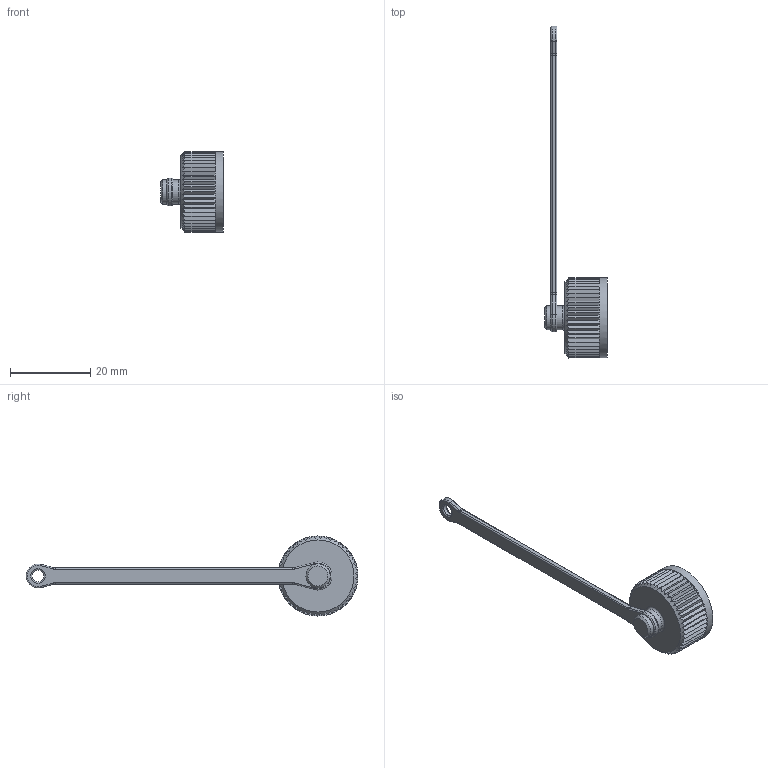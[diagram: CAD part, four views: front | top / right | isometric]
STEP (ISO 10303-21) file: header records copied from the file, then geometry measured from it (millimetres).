
FILE_DESCRIPTION(/* description */ (''),/* implementation_level */ '2;1');
FILE_NAME(/* name */ '08_1079_000_000_001_00.stp',/* time_stamp */ '2012-08-27T11:00:13+02:00',/* author */ (''),/* organization */ (''),/* preprocessor_version */ 'ST-DEVELOPER v11',/* originating_system */ 'SIEMENS UGS NX 6.0',/* authorisation */ '');
FILE_SCHEMA (('AUTOMOTIVE_DESIGN { 1 0 10303 214 1 1 1 1 }'));
Length unit declared in the file: millimetre
Products named in the file (1): kbor5467em3m
Bounding box: 15.5 x 82.99 x 20 mm (x, y, z)
Volume: 2411.6 mm3; surface area: 2610.9 mm2
Topology: 1 solids, 1 shells, 198 faces, 448 edges, 257 vertices
Faces by surface type: plane 157, cylinder 24, torus 15, cone 2
Full cylindrical faces by diameter (mm): 3 x1, 6 x2, 15.188 x1, 16.4 x1, 20 x1
Entity records: 5424 total; most frequent: CARTESIAN_POINT 1179, ORIENTED_EDGE 872, DIRECTION 850, EDGE_CURVE 436, AXIS2_PLACEMENT_3D 311, VERTEX_POINT 256, LINE 228, VECTOR 228
